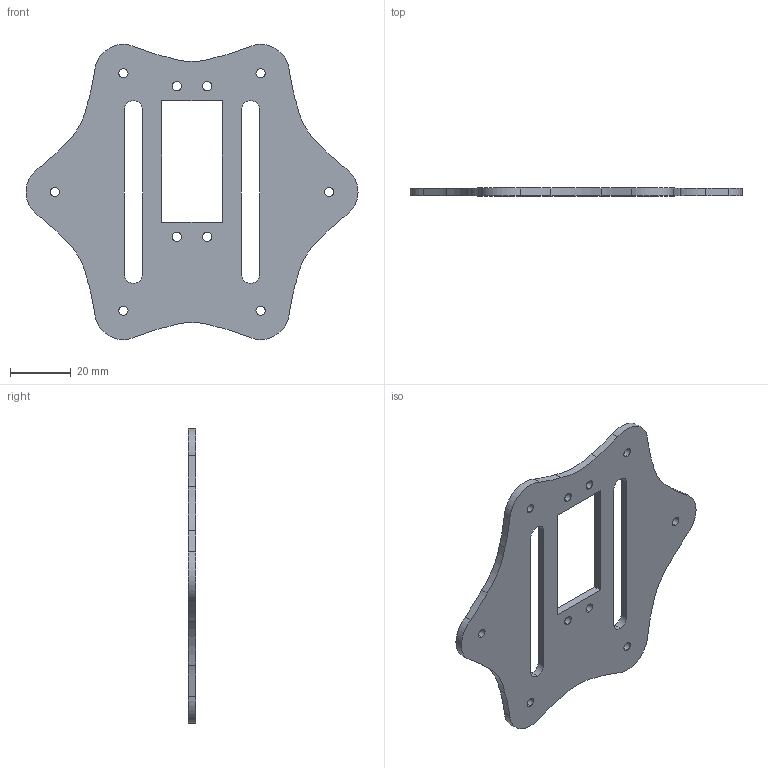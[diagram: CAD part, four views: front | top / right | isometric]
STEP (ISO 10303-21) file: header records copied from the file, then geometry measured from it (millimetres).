
FILE_DESCRIPTION (( 'STEP AP214' ), '1' );
FILE_NAME ('Morphex Frame Bottom.STEP', '2024-12-20T11:20:41', ( '' ), ( '' ), 'SwSTEP 2.0', 'SolidWorks 2024', '' );
FILE_SCHEMA (( 'AUTOMOTIVE_DESIGN' ));
Length unit declared in the file: millimetre
Products named in the file (1): Morphex Frame Bottom
Bounding box: 109 x 2.5 x 96.93 mm (x, y, z)
Volume: 14205.8 mm3; surface area: 13383.6 mm2
Topology: 1 solids, 1 shells, 61 faces, 177 edges, 118 vertices
Faces by surface type: cylinder 39, bspline 12, plane 10
Entity records: 2196 total; most frequent: CARTESIAN_POINT 513, ORIENTED_EDGE 354, DIRECTION 331, EDGE_CURVE 177, AXIS2_PLACEMENT_3D 128, VERTEX_POINT 118, EDGE_LOOP 87, CIRCLE 78
